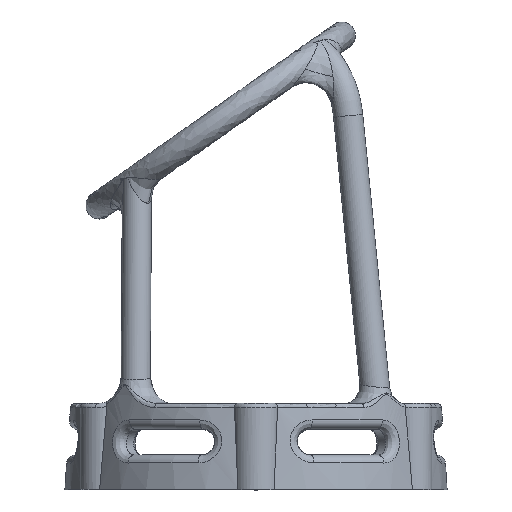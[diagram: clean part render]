
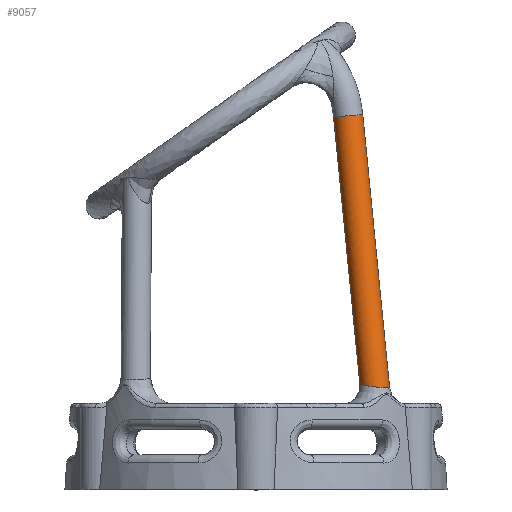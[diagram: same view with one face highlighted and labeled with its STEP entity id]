
A CAD part, top view. The second image highlights one B-rep face of the part: STEP entity #9057.
In plain terms, the highlighted cylindrical face has radius 0.85 mm (diameter 1.7 mm), a full revolution.
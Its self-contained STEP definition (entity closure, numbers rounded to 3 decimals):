
#709 = DIRECTION ( 'NONE',  ( -0.098, 0.995, -0.038 ) ) ;
#1599 = CARTESIAN_POINT ( 'NONE',  ( 7., 0., 7. ) ) ;
#2410 = CARTESIAN_POINT ( 'NONE',  ( 5.362, 16.691, 6.369 ) ) ;
#2640 = AXIS2_PLACEMENT_3D ( 'NONE', #1599, #709, #6994 ) ;
#3178 = CARTESIAN_POINT ( 'NONE',  ( 6.705, 1.105, 5.065 ) ) ;
#3241 = CARTESIAN_POINT ( 'NONE',  ( 4.516, 16.608, 6.369 ) ) ;
#4124 = CIRCLE ( 'NONE', #7308, 0.85 ) ;
#4131 = VERTEX_POINT ( 'NONE', #3241 ) ;
#4361 = DIRECTION ( 'NONE',  ( -0.995, -0.098, 0. ) ) ;
#4837 = CARTESIAN_POINT ( 'NONE',  ( 6.094, 1.105, 6.651 ) ) ;
#5122 = CYLINDRICAL_SURFACE ( 'NONE', #2640, 0.85 ) ;
#5590 = ORIENTED_EDGE ( 'NONE', *, *, #7800, .T. ) ;
#5800 = ORIENTED_EDGE ( 'NONE', *, *, #7015, .F. ) ;
#5879 = CARTESIAN_POINT ( 'NONE',  ( 7.71, 0.895, 7.274 ) ) ;
#6994 = DIRECTION ( 'NONE',  ( -0.995, -0.098, 0. ) ) ;
#7015 = EDGE_CURVE ( 'NONE', #4131, #4131, #4124, .T. ) ;
#7308 = AXIS2_PLACEMENT_3D ( 'NONE', #2410, #11410, #4361 ) ;
#7703 = CARTESIAN_POINT ( 'NONE',  ( 5.483, 1.105, 8.238 ) ) ;
#7800 = EDGE_CURVE ( 'NONE', #9281, #9281, #10145, .T. ) ;
#7837 = EDGE_LOOP ( 'NONE', ( #5590 ) ) ;
#8340 = CARTESIAN_POINT ( 'NONE',  ( 6.094, 1.105, 6.651 ) ) ;
#8413 = CARTESIAN_POINT ( 'NONE',  ( 7.099, 0.895, 8.86 ) ) ;
#8528 = CARTESIAN_POINT ( 'NONE',  ( 8.321, 0.895, 5.687 ) ) ;
#9057 = ADVANCED_FACE ( 'NONE', ( #9644, #9586 ), #5122, .T. ) ;
#9281 = VERTEX_POINT ( 'NONE', #8340 ) ;
#9416 = CARTESIAN_POINT ( 'NONE',  ( 6.094, 1.105, 6.651 ) ) ;
#9586 = FACE_OUTER_BOUND ( 'NONE', #10212, .T. ) ;
#9644 = FACE_OUTER_BOUND ( 'NONE', #7837, .T. ) ;
#10145 =( BOUNDED_CURVE ( )  B_SPLINE_CURVE ( 3, ( #4837, #7703, #8413, #5879, #8528, #3178, #9416 ),
 .UNSPECIFIED., .T., .T. ) 
 B_SPLINE_CURVE_WITH_KNOTS ( ( 4, 3, 4 ),
 ( 0., 3.142, 6.283 ),
 .UNSPECIFIED. ) 
 CURVE ( )  GEOMETRIC_REPRESENTATION_ITEM ( )  RATIONAL_B_SPLINE_CURVE ( ( 1., 0.333, 0.333, 1., 0.333, 0.333, 1. ) ) 
 REPRESENTATION_ITEM ( '' )  );
#10212 = EDGE_LOOP ( 'NONE', ( #5800 ) ) ;
#11410 = DIRECTION ( 'NONE',  ( -0.098, 0.995, -0.038 ) ) ;
